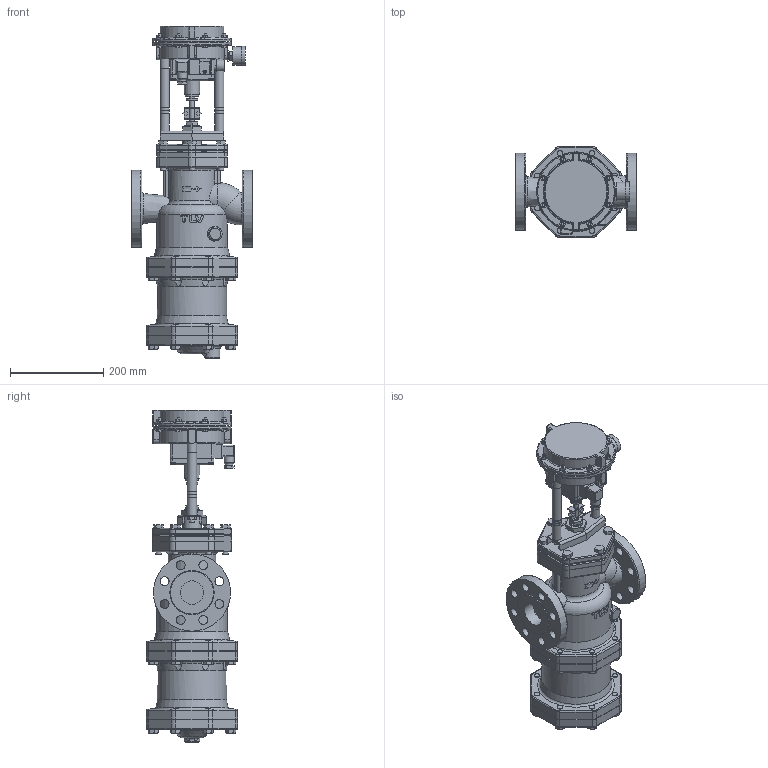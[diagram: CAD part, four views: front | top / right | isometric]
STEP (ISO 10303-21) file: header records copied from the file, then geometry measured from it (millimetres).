
FILE_DESCRIPTION((''),'2;1');
FILE_NAME('cvcs0-050-a0300-00.stp','2014-02-27T15:36:32',('nakaot'),(''),'Autodesk Inventor 2012','Autodesk Inventor 2012','');
FILE_SCHEMA(('AUTOMOTIVE_DESIGN { 1 0 10303 214 1 1 1 1 }'));
Length unit declared in the file: millimetre
Products named in the file (1): cvcs0-050-a0300-00
Bounding box: 261 x 195 x 711 mm (x, y, z)
Volume: 11292611.8 mm3; surface area: 779764.2 mm2
Topology: 1 solids, 1 shells, 1511 faces, 3674 edges, 2300 vertices
Faces by surface type: plane 803, cylinder 396, cone 110, torus 109, bspline 75, sphere 18
Full cylindrical faces by diameter (mm): 6 x8, 7 x1, 8 x4, 10 x5, 10.5 x1, 11 x1, 11.3 x8, 12 x50, 12.034 x1, 13.037 x2, 14 x16, 16 x1, 19 x22, 20 x10, 21 x1, 21.309 x1, 24 x1, 25 x1, 28 x1, 30 x1, 40 x2, 41 x1, 50 x2, 58.593 x1, 70 x1, 96.23 x1, 120 x1, 126.712 x1, 148 x1, 150 x2
Entity records: 55485 total; most frequent: CARTESIAN_POINT 21582, DIRECTION 6931, ORIENTED_EDGE 6858, EDGE_CURVE 3429, AXIS2_PLACEMENT_3D 2600, VERTEX_POINT 2233, EDGE_LOOP 1918, VECTOR 1731
